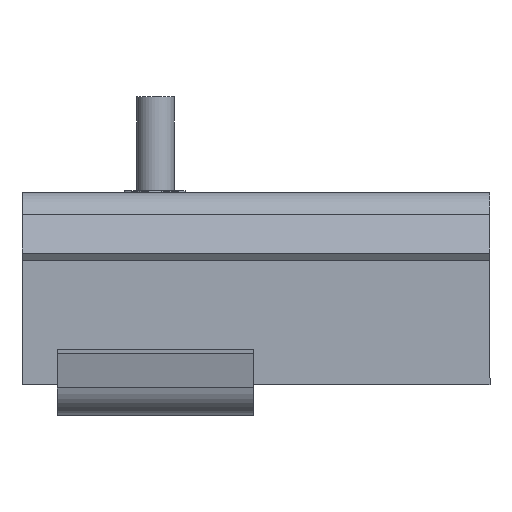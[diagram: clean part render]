
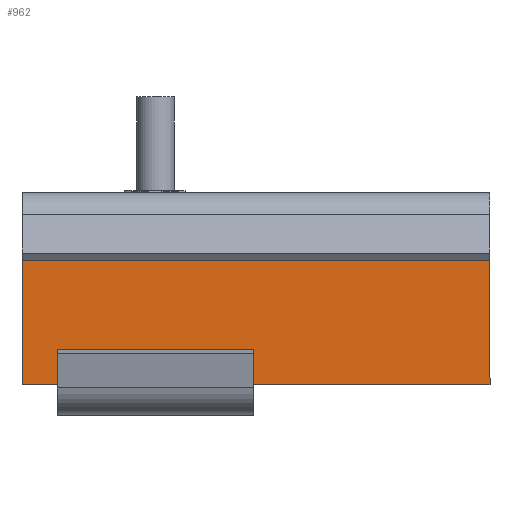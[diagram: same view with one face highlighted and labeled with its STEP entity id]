
A CAD part, left-side view. The second image highlights one B-rep face of the part: STEP entity #962.
In plain terms, the highlighted face is planar.
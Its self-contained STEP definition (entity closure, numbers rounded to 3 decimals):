
#141 = CARTESIAN_POINT ( 'NONE',  ( 0., 0., 100. ) ) ;
#444 = FACE_OUTER_BOUND ( 'NONE', #3674, .T. ) ;
#499 = CARTESIAN_POINT ( 'NONE',  ( 0., -34.5, 100. ) ) ;
#526 = DIRECTION ( 'NONE',  ( 0., 0., -1. ) ) ;
#815 = CARTESIAN_POINT ( 'NONE',  ( 0., 0., 0. ) ) ;
#828 = CARTESIAN_POINT ( 'NONE',  ( 0., 0., 100. ) ) ;
#851 = DIRECTION ( 'NONE',  ( 1., 0., 0. ) ) ;
#852 = CARTESIAN_POINT ( 'NONE',  ( 0., 0., 100. ) ) ;
#926 = VECTOR ( 'NONE', #2151, 1000. ) ;
#962 = ADVANCED_FACE ( 'NONE', ( #444 ), #3117, .T. ) ;
#1054 = EDGE_CURVE ( 'NONE', #1575, #1420, #3836, .T. ) ;
#1420 = VERTEX_POINT ( 'NONE', #1666 ) ;
#1575 = VERTEX_POINT ( 'NONE', #499 ) ;
#1666 = CARTESIAN_POINT ( 'NONE',  ( 0., -34.5, 0. ) ) ;
#1919 = EDGE_CURVE ( 'NONE', #4197, #2127, #4251, .T. ) ;
#1937 = ORIENTED_EDGE ( 'NONE', *, *, #1919, .F. ) ;
#2048 = VECTOR ( 'NONE', #2237, 1000. ) ;
#2116 = AXIS2_PLACEMENT_3D ( 'NONE', #828, #851, #3906 ) ;
#2127 = VERTEX_POINT ( 'NONE', #2993 ) ;
#2151 = DIRECTION ( 'NONE',  ( 0., -1., 0. ) ) ;
#2182 = CARTESIAN_POINT ( 'NONE',  ( 0., -34.5, 100. ) ) ;
#2237 = DIRECTION ( 'NONE',  ( 0., 0., -1. ) ) ;
#2373 = ORIENTED_EDGE ( 'NONE', *, *, #3974, .T. ) ;
#2631 = ORIENTED_EDGE ( 'NONE', *, *, #2725, .F. ) ;
#2692 = VECTOR ( 'NONE', #3489, 1000. ) ;
#2725 = EDGE_CURVE ( 'NONE', #2127, #1420, #2900, .T. ) ;
#2808 = VECTOR ( 'NONE', #526, 1000. ) ;
#2872 = ORIENTED_EDGE ( 'NONE', *, *, #1054, .T. ) ;
#2900 = LINE ( 'NONE', #815, #926 ) ;
#2993 = CARTESIAN_POINT ( 'NONE',  ( 0., 0., 0. ) ) ;
#3117 = PLANE ( 'NONE',  #2116 ) ;
#3363 = CARTESIAN_POINT ( 'NONE',  ( 0., 0., 100. ) ) ;
#3489 = DIRECTION ( 'NONE',  ( 0., -1., 0. ) ) ;
#3674 = EDGE_LOOP ( 'NONE', ( #2631, #1937, #2373, #2872 ) ) ;
#3836 = LINE ( 'NONE', #2182, #2808 ) ;
#3906 = DIRECTION ( 'NONE',  ( 0., 1., 0. ) ) ;
#3974 = EDGE_CURVE ( 'NONE', #4197, #1575, #4174, .T. ) ;
#4174 = LINE ( 'NONE', #852, #2692 ) ;
#4197 = VERTEX_POINT ( 'NONE', #3363 ) ;
#4251 = LINE ( 'NONE', #141, #2048 ) ;
